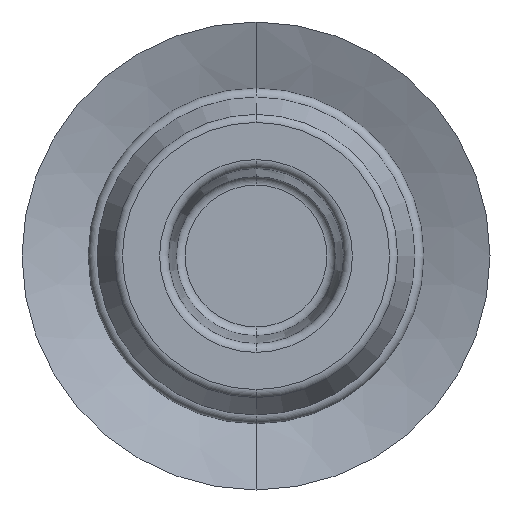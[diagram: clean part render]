
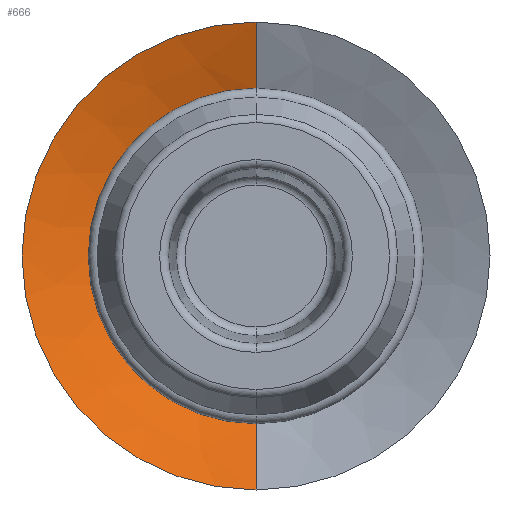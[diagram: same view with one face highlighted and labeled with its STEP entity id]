
A CAD part, front view. The second image highlights one B-rep face of the part: STEP entity #666.
In plain terms, the highlighted conical face has half-angle 69.5 degrees and reference radius 13.25 mm.
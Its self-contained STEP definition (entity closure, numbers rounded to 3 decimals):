
#18 = EDGE_LOOP ( 'NONE', ( #700, #698, #699, #697 ) ) ;
#224 = CARTESIAN_POINT ( 'NONE',  ( 0., 0., -13.25 ) ) ;
#225 = DIRECTION ( 'NONE',  ( 0., -0.35, -0.937 ) ) ;
#226 = CARTESIAN_POINT ( 'NONE',  ( 0., 0., 0. ) ) ;
#227 = DIRECTION ( 'NONE',  ( 0., 1., 0. ) ) ;
#228 = DIRECTION ( 'NONE',  ( 0., 0., 1. ) ) ;
#229 = CARTESIAN_POINT ( 'NONE',  ( 0., 1.438, 0. ) ) ;
#230 = DIRECTION ( 'NONE',  ( 0., 1., 0. ) ) ;
#231 = DIRECTION ( 'NONE',  ( 0., 0., 1. ) ) ;
#232 = CARTESIAN_POINT ( 'NONE',  ( 0., 0., 13.25 ) ) ;
#233 = DIRECTION ( 'NONE',  ( 0., -0.35, 0.937 ) ) ;
#403 = CARTESIAN_POINT ( 'NONE',  ( 0., 0., 0. ) ) ;
#404 = DIRECTION ( 'NONE',  ( 0., -1., 0. ) ) ;
#405 = DIRECTION ( 'NONE',  ( 0., 0., -1. ) ) ;
#502 = CARTESIAN_POINT ( 'NONE',  ( 0., 0., 13.25 ) ) ;
#503 = CARTESIAN_POINT ( 'NONE',  ( 0., 0., -13.25 ) ) ;
#504 = CARTESIAN_POINT ( 'NONE',  ( 0., 1.438, -9.405 ) ) ;
#505 = CARTESIAN_POINT ( 'NONE',  ( 0., 1.438, 9.405 ) ) ;
#603 = EDGE_CURVE ( 'NONE', #763, #762, #967, .T. ) ;
#604 = EDGE_CURVE ( 'NONE', #762, #761, #1181, .T. ) ;
#605 = EDGE_CURVE ( 'NONE', #763, #764, #1187, .T. ) ;
#606 = EDGE_CURVE ( 'NONE', #764, #761, #968, .T. ) ;
#666 = ADVANCED_FACE ( 'NONE', ( #1012 ), #1287, .F. ) ;
#697 = ORIENTED_EDGE ( 'NONE', *, *, #603, .F. ) ;
#698 = ORIENTED_EDGE ( 'NONE', *, *, #606, .T. ) ;
#699 = ORIENTED_EDGE ( 'NONE', *, *, #604, .F. ) ;
#700 = ORIENTED_EDGE ( 'NONE', *, *, #605, .T. ) ;
#761 = VERTEX_POINT ( 'NONE', #502 ) ;
#762 = VERTEX_POINT ( 'NONE', #503 ) ;
#763 = VERTEX_POINT ( 'NONE', #504 ) ;
#764 = VERTEX_POINT ( 'NONE', #505 ) ;
#967 = LINE ( 'NONE', #224, #1185 ) ;
#968 = LINE ( 'NONE', #232, #1190 ) ;
#1012 = FACE_OUTER_BOUND ( 'NONE', #18, .T. ) ;
#1181 = CIRCLE ( 'NONE', #1186, 13.25 ) ;
#1185 = VECTOR ( 'NONE', #225, 1000. ) ;
#1186 = AXIS2_PLACEMENT_3D ( 'NONE', #226, #227, #228 ) ;
#1187 = CIRCLE ( 'NONE', #1188, 9.405 ) ;
#1188 = AXIS2_PLACEMENT_3D ( 'NONE', #229, #230, #231 ) ;
#1190 = VECTOR ( 'NONE', #233, 1000. ) ;
#1286 = AXIS2_PLACEMENT_3D ( 'NONE', #403, #404, #405 ) ;
#1287 = CONICAL_SURFACE ( 'NONE', #1286, 13.25, 1.213 ) ;
